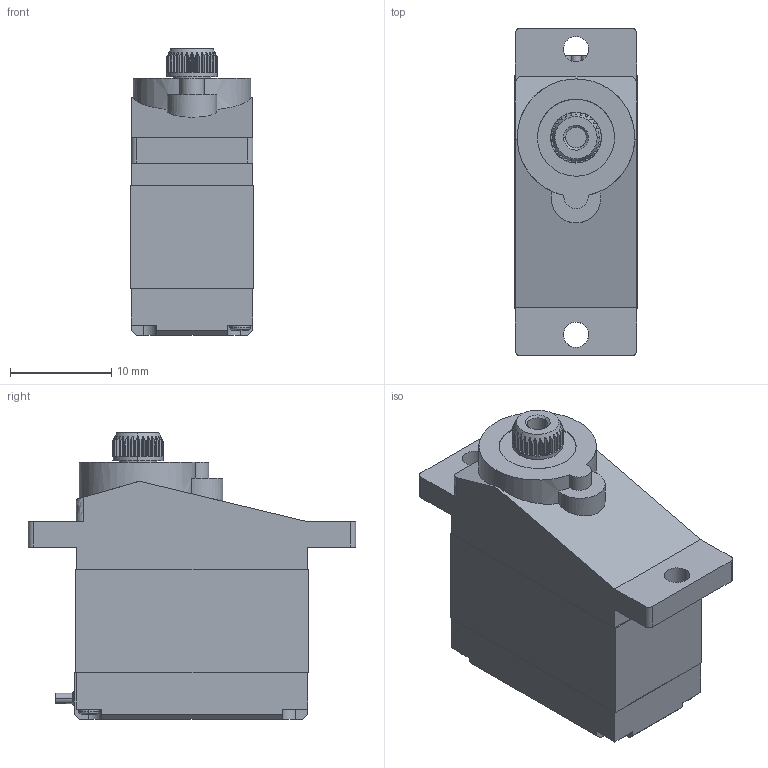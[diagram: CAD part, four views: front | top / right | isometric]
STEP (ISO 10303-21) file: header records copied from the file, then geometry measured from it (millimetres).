
FILE_DESCRIPTION(/* description */ (''),/* implementation_level */ '2;1');
FILE_NAME(/* name */ 'SH-0257MG',/* time_stamp */ '2016-02-14T14:36:59+00:00',/* author */ (''),/* organization */ (''),/* preprocessor_version */ 'ST-DEVELOPER v15',/* originating_system */ '',/* authorisation */ '');
FILE_SCHEMA (('AUTOMOTIVE_DESIGN'));
Length unit declared in the file: millimetre
Products named in the file (1): Document
Bounding box: 12.1 x 32.3 x 28.28 mm (x, y, z)
Volume: 6592 mm3; surface area: 3768.5 mm2
Topology: 14 solids, 14 shells, 417 faces, 1124 edges, 748 vertices
Faces by surface type: plane 237, bspline 180
Entity records: 19549 total; most frequent: CARTESIAN_POINT 12494, ORIENTED_EDGE 2248, EDGE_CURVE 1124, VERTEX_POINT 748, B_SPLINE_CURVE_WITH_KNOTS 688, EDGE_LOOP 438, ADVANCED_FACE 417, FACE_OUTER_BOUND 417
